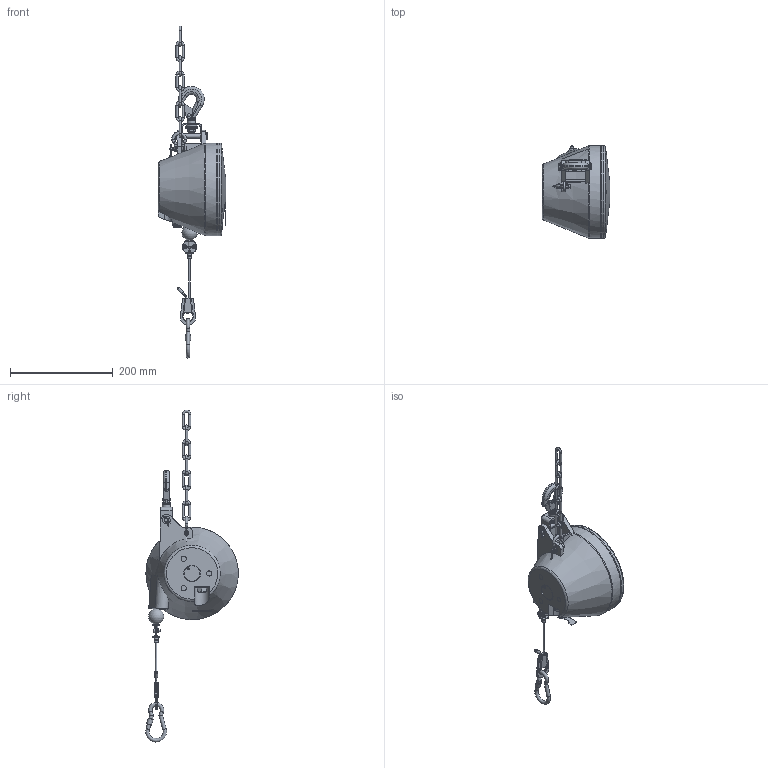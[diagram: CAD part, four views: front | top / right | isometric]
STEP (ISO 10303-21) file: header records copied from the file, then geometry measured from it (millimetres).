
FILE_DESCRIPTION(/* description */ (''),/* implementation_level */ '2;1');
FILE_NAME(/* name */ '7230-31.stp',/* time_stamp */ '2014-05-26T13:20:15+02:00',/* author */ ('Sebastian.Mueller'),/* organization */ (''),/* preprocessor_version */ 'ST-DEVELOPER v15.2',/* originating_system */ 'Autodesk Inventor 2014',/* authorisation */ '');
FILE_SCHEMA (('AUTOMOTIVE_DESIGN { 1 0 10303 214 3 1 1 }'));
Length unit declared in the file: centimetre
Products named in the file (1): 7230-31
Bounding box: 131.6 x 180.37 x 646.33 mm (x, y, z)
Volume: 25191.3 mm3; surface area: 171541.4 mm2
Topology: 23 solids, 25 shells, 935 faces, 2494 edges, 1574 vertices
Faces by surface type: plane 402, cylinder 334, torus 60, bspline 57, cone 52, sphere 30
Full cylindrical faces by diameter (mm): 0.6 x2, 1.7 x1, 2 x2, 3 x3, 3.2 x3, 3.5 x1, 4 x22, 4.3 x4, 5 x3, 5.5 x2, 6 x1, 6.8 x4, 7 x3, 7.5 x2, 8 x4, 8.05 x2, 8.3 x6, 8.4 x1, 9.98 x3, 10 x7, 12 x2, 14 x1, 15 x2, 15.8 x1, 16 x2, 22 x5, 30 x1, 174 x1, 180 x2
Entity records: 32282 total; most frequent: CARTESIAN_POINT 9326, ORIENTED_EDGE 4562, DIRECTION 4426, EDGE_CURVE 2257, AXIS2_PLACEMENT_3D 1723, VERTEX_POINT 1519, EDGE_LOOP 1238, LINE 980
